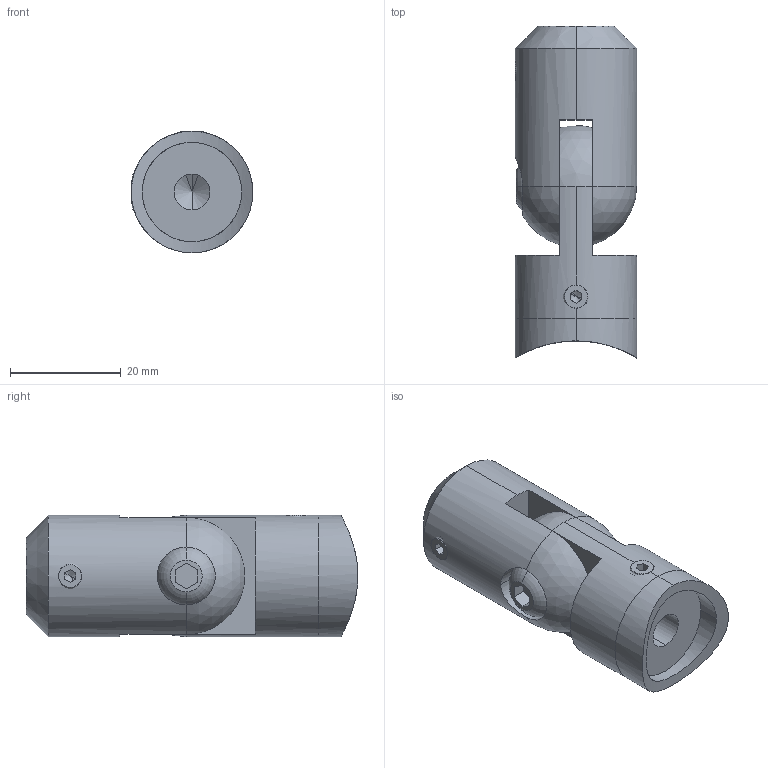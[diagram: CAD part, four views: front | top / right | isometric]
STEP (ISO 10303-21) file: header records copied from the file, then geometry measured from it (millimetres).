
FILE_DESCRIPTION (( 'STEP AP203' ), '1' );
FILE_NAME ('0100000000004040_18_A_0855-042.STEP', '2022-07-26T08:18:19', ( '' ), ( '' ), 'SwSTEP 2.0', 'SolidWorks 2019', '' );
FILE_SCHEMA (( 'CONFIG_CONTROL_DESIGN' ));
Length unit declared in the file: millimetre
Products named in the file (6): 0100000000004040_18_A_0855-042; 0100000000004040_25_A_0855-042.P3; 0100000000004040_23_A_0855-042.P1; 0100000000004040_27_A_0855-042.P5; 0100000000004040_24_A_0855-042.P2; 0100000000004040_26_A_0855-042.P4
Assembly tree (6 placements, depth 2):
  0100000000004040_18_A_0855-042
    0100000000004040_24_A_0855-042.P2
    0100000000004040_23_A_0855-042.P1
    0100000000004040_26_A_0855-042.P4  x2
    0100000000004040_25_A_0855-042.P3
    0100000000004040_27_A_0855-042.P5
Bounding box: 22 x 60.08 x 22 mm (x, y, z)
Volume: 16074.3 mm3; surface area: 9893.2 mm2
Topology: 6 solids, 6 shells, 118 faces, 278 edges, 170 vertices
Faces by surface type: plane 40, cylinder 39, cone 32, torus 4, sphere 3
Entity records: 4010 total; most frequent: CARTESIAN_POINT 985, DIRECTION 534, ORIENTED_EDGE 466, EDGE_CURVE 233, AXIS2_PLACEMENT_3D 214, VERTEX_POINT 147, EDGE_LOOP 118, LINE 106
